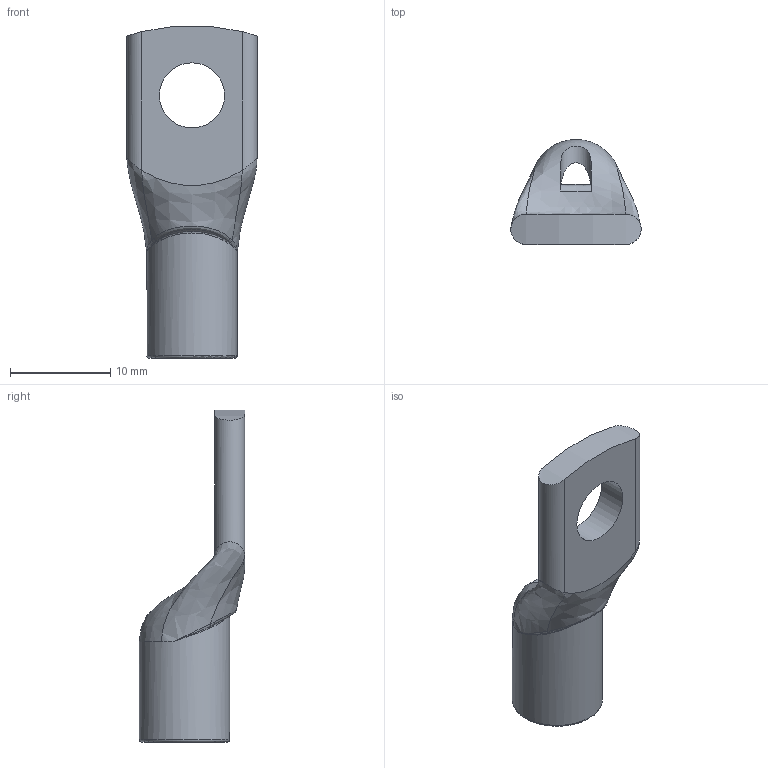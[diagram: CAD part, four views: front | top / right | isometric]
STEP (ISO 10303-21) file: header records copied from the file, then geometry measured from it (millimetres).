
FILE_DESCRIPTION((''),'2;1');
FILE_NAME('PK16-6.stp','2016-02-12T07:49:10',(''),(''),'Autodesk Inventor 2010','Autodesk Inventor 2010','');
FILE_SCHEMA(('AUTOMOTIVE_DESIGN { 1 0 10303 214 1 1 1 1 }'));
Length unit declared in the file: millimetre
Products named in the file (1): PK16-6
Bounding box: 13 x 10.5 x 33.15 mm (x, y, z)
Volume: 1125.9 mm3; surface area: 1351.8 mm2
Topology: 1 solids, 1 shells, 167 faces, 454 edges, 299 vertices
Faces by surface type: plane 74, bspline 55, cylinder 36, torus 1, cone 1
Full cylindrical faces by diameter (mm): 6 x1, 6.5 x1, 9 x1
Entity records: 6507 total; most frequent: CARTESIAN_POINT 2604, ORIENTED_EDGE 890, DIRECTION 645, EDGE_CURVE 445, VERTEX_POINT 297, VECTOR 237, LINE 237, AXIS2_PLACEMENT_3D 204
